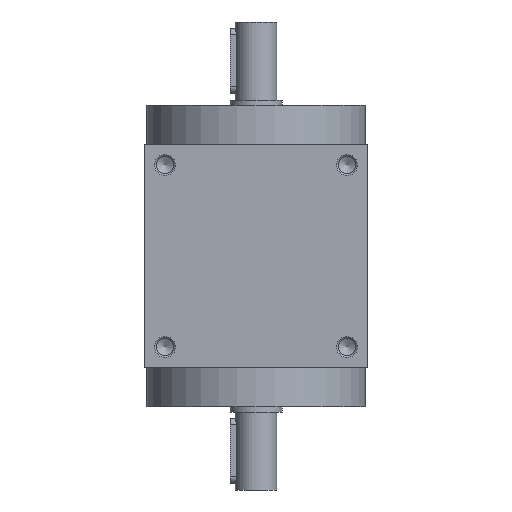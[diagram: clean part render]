
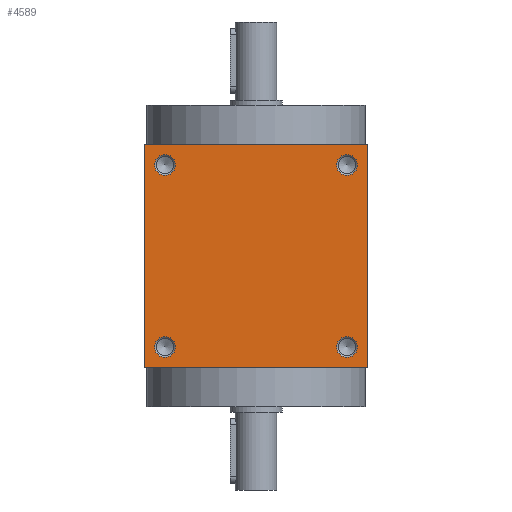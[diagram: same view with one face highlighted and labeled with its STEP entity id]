
A CAD part, left-side view. The second image highlights one B-rep face of the part: STEP entity #4589.
In plain terms, the highlighted face is planar.
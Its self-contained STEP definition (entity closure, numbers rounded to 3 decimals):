
#230=LINE('',#7243,#582);
#234=LINE('',#7260,#586);
#237=LINE('',#7276,#589);
#240=LINE('',#7290,#592);
#582=VECTOR('',#5865,1000.);
#586=VECTOR('',#5879,1000.);
#589=VECTOR('',#5894,1000.);
#592=VECTOR('',#5907,1000.);
#1291=ORIENTED_EDGE('',*,*,#2393,.F.);
#1292=ORIENTED_EDGE('',*,*,#2394,.T.);
#1293=ORIENTED_EDGE('',*,*,#2395,.F.);
#1294=ORIENTED_EDGE('',*,*,#2396,.T.);
#1295=ORIENTED_EDGE('',*,*,#2363,.F.);
#1296=ORIENTED_EDGE('',*,*,#2386,.F.);
#1297=ORIENTED_EDGE('',*,*,#2379,.F.);
#1298=ORIENTED_EDGE('',*,*,#2371,.F.);
#2363=EDGE_CURVE('',#2915,#2916,#230,.T.);
#2371=EDGE_CURVE('',#2916,#2923,#234,.T.);
#2379=EDGE_CURVE('',#2923,#2930,#237,.T.);
#2386=EDGE_CURVE('',#2930,#2915,#240,.T.);
#2393=EDGE_CURVE('',#2941,#2941,#3319,.T.);
#2394=EDGE_CURVE('',#2942,#2942,#3320,.T.);
#2395=EDGE_CURVE('',#2943,#2943,#3321,.T.);
#2396=EDGE_CURVE('',#2944,#2944,#3322,.T.);
#2915=VERTEX_POINT('',#7244);
#2916=VERTEX_POINT('',#7245);
#2923=VERTEX_POINT('',#7261);
#2930=VERTEX_POINT('',#7277);
#2941=VERTEX_POINT('',#7305);
#2942=VERTEX_POINT('',#7307);
#2943=VERTEX_POINT('',#7309);
#2944=VERTEX_POINT('',#7311);
#3319=CIRCLE('',#5109,4.);
#3320=CIRCLE('',#5110,4.);
#3321=CIRCLE('',#5111,4.);
#3322=CIRCLE('',#5112,4.);
#3516=EDGE_LOOP('',(#1291));
#3517=EDGE_LOOP('',(#1292));
#3518=EDGE_LOOP('',(#1293));
#3519=EDGE_LOOP('',(#1294));
#3520=EDGE_LOOP('',(#1295,#1296,#1297,#1298));
#3996=FACE_BOUND('',#3516,.T.);
#3997=FACE_BOUND('',#3517,.T.);
#3998=FACE_BOUND('',#3518,.T.);
#3999=FACE_BOUND('',#3519,.T.);
#4000=FACE_BOUND('',#3520,.T.);
#4376=PLANE('',#5108);
#4589=ADVANCED_FACE('',(#3996,#3997,#3998,#3999,#4000),#4376,.F.);
#5108=AXIS2_PLACEMENT_3D('',#7303,#5921,#5922);
#5109=AXIS2_PLACEMENT_3D('',#7304,#5923,#5924);
#5110=AXIS2_PLACEMENT_3D('',#7306,#5925,#5926);
#5111=AXIS2_PLACEMENT_3D('',#7308,#5927,#5928);
#5112=AXIS2_PLACEMENT_3D('',#7310,#5929,#5930);
#5865=DIRECTION('',(0.,-1.,0.));
#5879=DIRECTION('',(1.,0.,0.));
#5894=DIRECTION('',(0.,1.,0.));
#5907=DIRECTION('',(-1.,0.,0.));
#5921=DIRECTION('',(0.,0.,1.));
#5922=DIRECTION('',(1.,0.,0.));
#5923=DIRECTION('',(0.,0.,-1.));
#5924=DIRECTION('',(-1.,0.,0.));
#5925=DIRECTION('',(0.,0.,1.));
#5926=DIRECTION('',(1.,0.,0.));
#5927=DIRECTION('',(0.,0.,-1.));
#5928=DIRECTION('',(-1.,0.,0.));
#5929=DIRECTION('',(0.,0.,1.));
#5930=DIRECTION('',(1.,0.,0.));
#7243=CARTESIAN_POINT('',(-43.,43.,-43.));
#7244=CARTESIAN_POINT('',(-43.,43.,-43.));
#7245=CARTESIAN_POINT('',(-43.,-43.,-43.));
#7260=CARTESIAN_POINT('',(-43.,-43.,-43.));
#7261=CARTESIAN_POINT('',(43.,-43.,-43.));
#7276=CARTESIAN_POINT('',(43.,-43.,-43.));
#7277=CARTESIAN_POINT('',(43.,43.,-43.));
#7290=CARTESIAN_POINT('',(43.,43.,-43.));
#7303=CARTESIAN_POINT('',(0.,0.,-43.));
#7304=CARTESIAN_POINT('',(-35.,35.,-43.));
#7305=CARTESIAN_POINT('',(-39.,35.,-43.));
#7306=CARTESIAN_POINT('',(35.,35.,-43.));
#7307=CARTESIAN_POINT('',(39.,35.,-43.));
#7308=CARTESIAN_POINT('',(-35.,-35.,-43.));
#7309=CARTESIAN_POINT('',(-39.,-35.,-43.));
#7310=CARTESIAN_POINT('',(35.,-35.,-43.));
#7311=CARTESIAN_POINT('',(39.,-35.,-43.));
